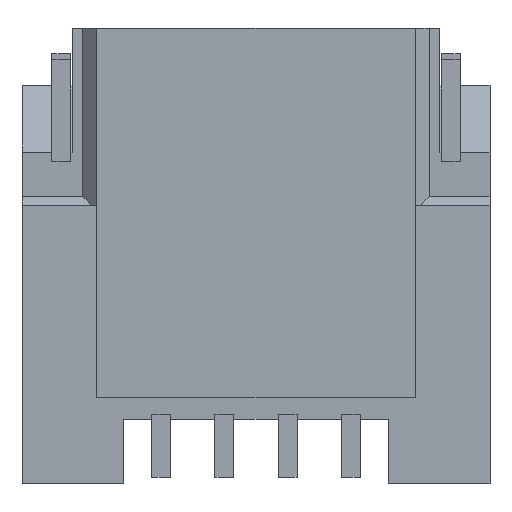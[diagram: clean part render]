
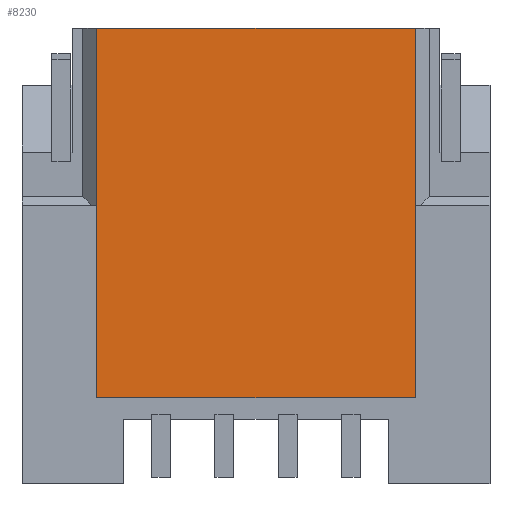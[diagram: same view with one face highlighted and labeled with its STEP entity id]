
A CAD part, front view. The second image highlights one B-rep face of the part: STEP entity #8230.
In plain terms, the highlighted planar face has unit normal (0, -1, 0).
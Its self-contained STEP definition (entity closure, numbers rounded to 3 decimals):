
#2987=DIRECTION('',(0.,0.,1.));
#2988=VECTOR('',#2987,1.52);
#2989=CARTESIAN_POINT('',(1.26,0.,-2.92));
#2990=LINE('',#2989,#2988);
#2991=DIRECTION('',(-1.,0.,0.));
#2992=VECTOR('',#2991,2.52);
#2993=CARTESIAN_POINT('',(1.26,0.,-2.92));
#2994=LINE('',#2993,#2992);
#2995=DIRECTION('',(0.,0.,1.));
#2996=VECTOR('',#2995,1.52);
#2997=CARTESIAN_POINT('',(-1.26,0.,-2.92));
#2998=LINE('',#2997,#2996);
#2999=DIRECTION('',(0.,0.,-1.));
#3000=VECTOR('',#2999,1.4);
#3001=CARTESIAN_POINT('',(-1.26,0.,0.));
#3002=LINE('',#3001,#3000);
#3003=DIRECTION('',(1.,0.,0.));
#3004=VECTOR('',#3003,2.52);
#3005=CARTESIAN_POINT('',(-1.26,0.,0.));
#3006=LINE('',#3005,#3004);
#3007=DIRECTION('',(0.,0.,-1.));
#3008=VECTOR('',#3007,1.4);
#3009=CARTESIAN_POINT('',(1.26,0.,0.));
#3010=LINE('',#3009,#3008);
#3199=CARTESIAN_POINT('',(1.26,0.,0.));
#3200=VERTEX_POINT('',#3199);
#3201=CARTESIAN_POINT('',(-1.26,0.,0.));
#3203=VERTEX_POINT('',#3201);
#3287=CARTESIAN_POINT('',(1.26,0.,-2.92));
#3288=CARTESIAN_POINT('',(1.26,0.,-1.4));
#3289=VERTEX_POINT('',#3287);
#3290=VERTEX_POINT('',#3288);
#3291=CARTESIAN_POINT('',(-1.26,0.,-1.4));
#3292=VERTEX_POINT('',#3291);
#3457=CARTESIAN_POINT('',(-1.26,0.,-2.92));
#3458=VERTEX_POINT('',#3457);
#8213=CARTESIAN_POINT('',(-1.85,0.,0.));
#8214=DIRECTION('',(0.,-1.,0.));
#8215=DIRECTION('',(0.,0.,-1.));
#8216=AXIS2_PLACEMENT_3D('',#8213,#8214,#8215);
#8217=PLANE('',#8216);
#8219=ORIENTED_EDGE('',*,*,#8218,.F.);
#8221=ORIENTED_EDGE('',*,*,#8220,.T.);
#8223=ORIENTED_EDGE('',*,*,#8222,.T.);
#8224=ORIENTED_EDGE('',*,*,#8202,.F.);
#8225=ORIENTED_EDGE('',*,*,#6864,.T.);
#8227=ORIENTED_EDGE('',*,*,#8226,.T.);
#8228=EDGE_LOOP('',(#8219,#8221,#8223,#8224,#8225,#8227));
#8229=FACE_OUTER_BOUND('',#8228,.F.);
#8230=ADVANCED_FACE('',(#8229),#8217,.T.);
#6864=EDGE_CURVE('',#3203,#3200,#3006,.T.);
#8202=EDGE_CURVE('',#3203,#3292,#3002,.T.);
#8218=EDGE_CURVE('',#3289,#3290,#2990,.T.);
#8220=EDGE_CURVE('',#3289,#3458,#2994,.T.);
#8222=EDGE_CURVE('',#3458,#3292,#2998,.T.);
#8226=EDGE_CURVE('',#3200,#3290,#3010,.T.);
